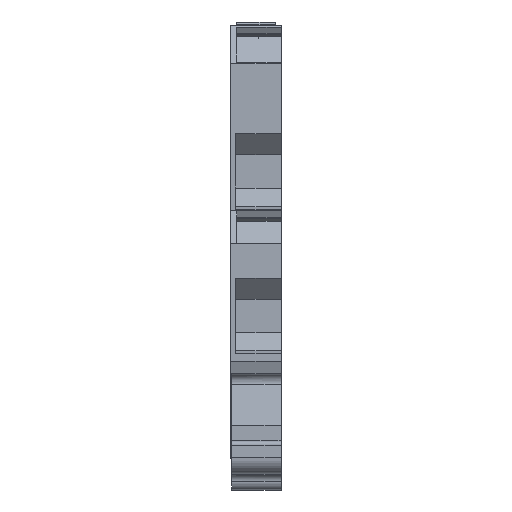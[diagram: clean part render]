
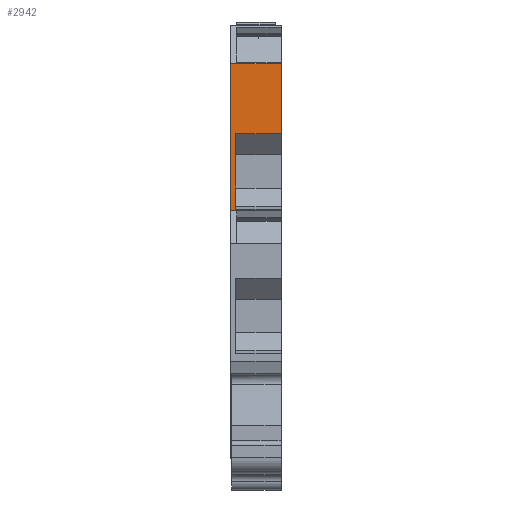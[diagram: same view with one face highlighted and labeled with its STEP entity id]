
A CAD part, front view. The second image highlights one B-rep face of the part: STEP entity #2942.
In plain terms, the highlighted planar face has unit normal (0, -1, 0).
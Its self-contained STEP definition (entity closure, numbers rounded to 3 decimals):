
#2906=AXIS2_PLACEMENT_3D('Plane Axis2P3D',#2903,#2904,#2905) ;
#190=CARTESIAN_POINT('Vertex',(0.,11.5,31.924)) ;
#193=CARTESIAN_POINT('Line Origine',(0.,11.5,41.386)) ;
#197=CARTESIAN_POINT('Vertex',(0.,11.5,50.849)) ;
#786=CARTESIAN_POINT('Vertex',(6.,11.5,50.849)) ;
#789=CARTESIAN_POINT('Line Origine',(6.,11.5,46.674)) ;
#793=CARTESIAN_POINT('Vertex',(6.,11.5,42.499)) ;
#835=CARTESIAN_POINT('Vertex',(6.,11.5,33.499)) ;
#838=CARTESIAN_POINT('Line Origine',(6.,11.5,32.711)) ;
#842=CARTESIAN_POINT('Vertex',(6.,11.5,31.924)) ;
#2890=CARTESIAN_POINT('Line Origine',(3.1,11.5,31.924)) ;
#2903=CARTESIAN_POINT('Axis2P3D Location',(0.,11.5,31.924)) ;
#2908=CARTESIAN_POINT('Line Origine',(3.3,11.5,42.499)) ;
#2912=CARTESIAN_POINT('Vertex',(0.6,11.5,42.499)) ;
#2915=CARTESIAN_POINT('Line Origine',(3.,11.5,50.849)) ;
#2920=CARTESIAN_POINT('Line Origine',(3.3,11.5,33.499)) ;
#2924=CARTESIAN_POINT('Vertex',(0.6,11.5,33.499)) ;
#2927=CARTESIAN_POINT('Line Origine',(0.6,11.5,37.999)) ;
#194=DIRECTION('Vector Direction',(0.,0.,1.)) ;
#790=DIRECTION('Vector Direction',(0.,0.,-1.)) ;
#839=DIRECTION('Vector Direction',(0.,0.,-1.)) ;
#2891=DIRECTION('Vector Direction',(1.,0.,0.)) ;
#2904=DIRECTION('Axis2P3D Direction',(0.,1.,0.)) ;
#2905=DIRECTION('Axis2P3D XDirection',(0.,0.,1.)) ;
#2909=DIRECTION('Vector Direction',(-1.,0.,0.)) ;
#2916=DIRECTION('Vector Direction',(-1.,0.,0.)) ;
#2921=DIRECTION('Vector Direction',(1.,0.,0.)) ;
#2928=DIRECTION('Vector Direction',(0.,0.,-1.)) ;
#195=VECTOR('Line Direction',#194,1.) ;
#791=VECTOR('Line Direction',#790,1.) ;
#840=VECTOR('Line Direction',#839,1.) ;
#2892=VECTOR('Line Direction',#2891,1.) ;
#2910=VECTOR('Line Direction',#2909,1.) ;
#2917=VECTOR('Line Direction',#2916,1.) ;
#2922=VECTOR('Line Direction',#2921,1.) ;
#2929=VECTOR('Line Direction',#2928,1.) ;
#2933=ORIENTED_EDGE('',*,*,#2914,.F.) ;
#2934=ORIENTED_EDGE('',*,*,#795,.F.) ;
#2935=ORIENTED_EDGE('',*,*,#2919,.T.) ;
#2936=ORIENTED_EDGE('',*,*,#199,.F.) ;
#2937=ORIENTED_EDGE('',*,*,#2894,.F.) ;
#2938=ORIENTED_EDGE('',*,*,#844,.F.) ;
#2939=ORIENTED_EDGE('',*,*,#2926,.F.) ;
#2940=ORIENTED_EDGE('',*,*,#2931,.F.) ;
#2942=ADVANCED_FACE('Part3.1',(#2941),#2907,.F.) ;
#199=EDGE_CURVE('',#191,#198,#196,.T.) ;
#795=EDGE_CURVE('',#787,#794,#792,.T.) ;
#844=EDGE_CURVE('',#836,#843,#841,.T.) ;
#2894=EDGE_CURVE('',#843,#191,#2893,.F.) ;
#2914=EDGE_CURVE('',#794,#2913,#2911,.T.) ;
#2919=EDGE_CURVE('',#787,#198,#2918,.T.) ;
#2926=EDGE_CURVE('',#2925,#836,#2923,.T.) ;
#2931=EDGE_CURVE('',#2913,#2925,#2930,.T.) ;
#2932=EDGE_LOOP('',(#2933,#2934,#2935,#2936,#2937,#2938,#2939,#2940)) ;
#2941=FACE_OUTER_BOUND('',#2932,.T.) ;
#196=LINE('Line',#193,#195) ;
#792=LINE('Line',#789,#791) ;
#841=LINE('Line',#838,#840) ;
#2893=LINE('Line',#2890,#2892) ;
#2911=LINE('Line',#2908,#2910) ;
#2918=LINE('Line',#2915,#2917) ;
#2923=LINE('Line',#2920,#2922) ;
#2930=LINE('Line',#2927,#2929) ;
#2907=PLANE('',#2906) ;
#191=VERTEX_POINT('',#190) ;
#198=VERTEX_POINT('',#197) ;
#787=VERTEX_POINT('',#786) ;
#794=VERTEX_POINT('',#793) ;
#836=VERTEX_POINT('',#835) ;
#843=VERTEX_POINT('',#842) ;
#2913=VERTEX_POINT('',#2912) ;
#2925=VERTEX_POINT('',#2924) ;
